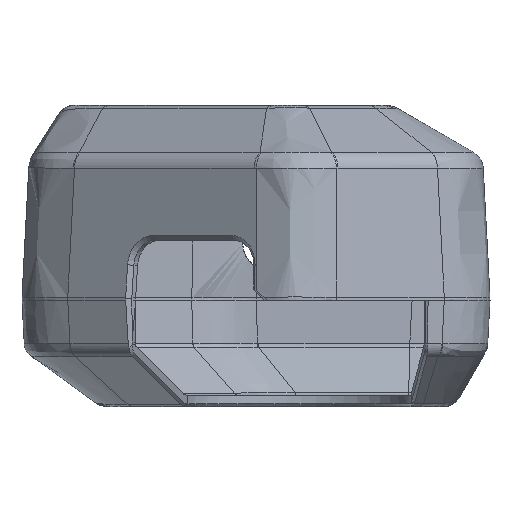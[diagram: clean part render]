
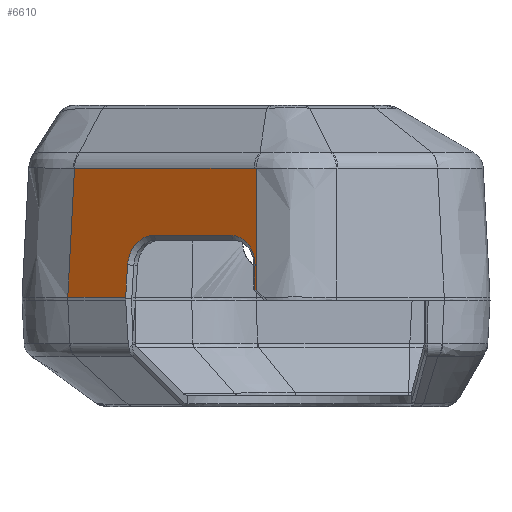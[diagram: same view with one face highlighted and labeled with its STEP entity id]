
A CAD part, front view. The second image highlights one B-rep face of the part: STEP entity #6610.
In plain terms, the highlighted planar face has unit normal (-0.573, -0.818, 0.052).
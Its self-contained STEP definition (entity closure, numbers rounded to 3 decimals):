
#127=PLANE('',#7042);
#369=FACE_OUTER_BOUND('',#789,.T.);
#789=EDGE_LOOP('',(#4630,#4631,#4632,#4633,#4634,#4635,#4636,#4637,#4638,
#4639,#4640));
#1224=B_SPLINE_CURVE_WITH_KNOTS('',5,(#10359,#10360,#10361,#10362,#10363,
#10364),.UNSPECIFIED.,.F.,.F.,(6,6),(6.689,6.952),
 .UNSPECIFIED.);
#1225=B_SPLINE_CURVE_WITH_KNOTS('',3,(#10369,#10370,#10371,#10372,#10373,
#10374,#10375,#10376,#10377,#10378),.UNSPECIFIED.,.F.,.F.,(4,1,2,1,1,1,
4),(0.,0.153,0.272,0.306,
0.325,0.343,0.361),.UNSPECIFIED.);
#1226=B_SPLINE_CURVE_WITH_KNOTS('',3,(#10381,#10382,#10383,#10384,#10385,
#10386,#10387,#10388,#10389),.UNSPECIFIED.,.F.,.F.,(4,1,1,1,1,1,4),(0.,
0.012,0.024,0.048,0.144,
0.289,0.361),.UNSPECIFIED.);
#1614=LINE('',#8902,#2165);
#1680=LINE('',#10329,#2231);
#1682=LINE('',#10333,#2233);
#1689=LINE('',#10347,#2240);
#1690=LINE('',#10357,#2241);
#1691=LINE('',#10366,#2242);
#1692=LINE('',#10367,#2243);
#1693=LINE('',#10380,#2244);
#2165=VECTOR('',#7393,10.1);
#2231=VECTOR('',#7501,10.1);
#2233=VECTOR('',#7505,10.1);
#2240=VECTOR('',#7518,10.1);
#2241=VECTOR('',#7521,10.1);
#2242=VECTOR('',#7522,1.01);
#2243=VECTOR('',#7523,10.1);
#2244=VECTOR('',#7524,10.1);
#2732=VERTEX_POINT('',#8894);
#2733=VERTEX_POINT('',#8901);
#2815=VERTEX_POINT('',#10326);
#2816=VERTEX_POINT('',#10328);
#2817=VERTEX_POINT('',#10332);
#2821=VERTEX_POINT('',#10346);
#2822=VERTEX_POINT('',#10356);
#2823=VERTEX_POINT('',#10358);
#2824=VERTEX_POINT('',#10365);
#2825=VERTEX_POINT('',#10368);
#2826=VERTEX_POINT('',#10379);
#3356=EDGE_CURVE('',#2732,#2733,#1614,.T.);
#3474=EDGE_CURVE('',#2815,#2816,#1680,.T.);
#3476=EDGE_CURVE('',#2817,#2816,#1682,.T.);
#3483=EDGE_CURVE('',#2733,#2821,#1689,.T.);
#3485=EDGE_CURVE('',#2732,#2822,#1690,.T.);
#3486=EDGE_CURVE('',#2822,#2823,#1224,.T.);
#3487=EDGE_CURVE('',#2823,#2824,#1691,.F.);
#3488=EDGE_CURVE('',#2817,#2824,#1692,.T.);
#3489=EDGE_CURVE('',#2825,#2815,#1225,.T.);
#3490=EDGE_CURVE('',#2826,#2825,#1693,.T.);
#3491=EDGE_CURVE('',#2821,#2826,#1226,.T.);
#4630=ORIENTED_EDGE('',*,*,#3356,.F.);
#4631=ORIENTED_EDGE('',*,*,#3485,.T.);
#4632=ORIENTED_EDGE('',*,*,#3486,.T.);
#4633=ORIENTED_EDGE('',*,*,#3487,.T.);
#4634=ORIENTED_EDGE('',*,*,#3488,.F.);
#4635=ORIENTED_EDGE('',*,*,#3476,.T.);
#4636=ORIENTED_EDGE('',*,*,#3474,.F.);
#4637=ORIENTED_EDGE('',*,*,#3489,.F.);
#4638=ORIENTED_EDGE('',*,*,#3490,.F.);
#4639=ORIENTED_EDGE('',*,*,#3491,.F.);
#4640=ORIENTED_EDGE('',*,*,#3483,.F.);
#6610=ADVANCED_FACE('',(#369),#127,.T.);
#7042=AXIS2_PLACEMENT_3D('',#10355,#7519,#7520);
#7393=DIRECTION('',(-0.657,0.496,0.567));
#7501=DIRECTION('',(-0.059,-0.023,-0.998));
#7505=DIRECTION('',(0.819,-0.574,0.));
#7518=DIRECTION('',(0.001,0.063,0.998));
#7519=DIRECTION('center_axis',(-0.573,-0.818,0.052));
#7520=DIRECTION('ref_axis',(0.091,0.,0.996));
#7521=DIRECTION('',(0.,0.064,0.998));
#7522=DIRECTION('',(0.819,-0.574,0.));
#7523=DIRECTION('',(0.052,0.027,0.998));
#7524=DIRECTION('',(-0.819,0.574,0.));
#8894=CARTESIAN_POINT('',(-13.559,-23.661,-13.545));
#8901=CARTESIAN_POINT('',(-13.679,-23.57,-13.441));
#8902=CARTESIAN_POINT('',(-14.113,-23.242,-13.065));
#10326=CARTESIAN_POINT('',(-25.251,-15.326,-11.231));
#10328=CARTESIAN_POINT('',(-25.423,-15.393,-14.164));
#10329=CARTESIAN_POINT('',(-25.784,-15.534,-20.303));
#10332=CARTESIAN_POINT('',(-30.684,-11.709,-14.164));
#10333=CARTESIAN_POINT('',(-30.684,-11.709,-14.164));
#10346=CARTESIAN_POINT('',(-13.676,-23.431,-11.231));
#10347=CARTESIAN_POINT('',(-13.689,-23.998,-20.224));
#10355=CARTESIAN_POINT('Origin',(-21.831,-18.8,-28.102));
#10356=CARTESIAN_POINT('',(-13.559,-22.952,-2.452));
#10357=CARTESIAN_POINT('',(-13.559,-23.701,-14.164));
#10358=CARTESIAN_POINT('',(-13.752,-22.816,-2.452));
#10359=CARTESIAN_POINT('Ctrl Pts',(-13.559,-22.952,
-2.452));
#10360=CARTESIAN_POINT('Ctrl Pts',(-13.598,-22.924,-2.452));
#10361=CARTESIAN_POINT('Ctrl Pts',(-13.637,-22.897,
-2.452));
#10362=CARTESIAN_POINT('Ctrl Pts',(-13.676,-22.87,
-2.452));
#10363=CARTESIAN_POINT('Ctrl Pts',(-13.714,-22.843,
-2.452));
#10364=CARTESIAN_POINT('Ctrl Pts',(-13.752,-22.816,
-2.452));
#10365=CARTESIAN_POINT('',(-30.071,-11.39,-2.452));
#10366=CARTESIAN_POINT('',(-23.062,-16.297,-2.452));
#10367=CARTESIAN_POINT('',(-30.684,-11.709,-14.164));
#10368=CARTESIAN_POINT('',(-22.899,-16.802,-8.559));
#10369=CARTESIAN_POINT('Ctrl Pts',(-22.899,-16.802,
-8.559));
#10370=CARTESIAN_POINT('Ctrl Pts',(-23.393,-16.456,
-8.559));
#10371=CARTESIAN_POINT('Ctrl Pts',(-24.276,-15.861,
-8.924));
#10372=CARTESIAN_POINT('Ctrl Pts',(-24.863,-15.506,
-9.79));
#10373=CARTESIAN_POINT('Ctrl Pts',(-25.078,-15.391,
-10.343));
#10374=CARTESIAN_POINT('Ctrl Pts',(-25.14,-15.359,
-10.535));
#10375=CARTESIAN_POINT('Ctrl Pts',(-25.2,-15.335,
-10.807));
#10376=CARTESIAN_POINT('Ctrl Pts',(-25.234,-15.325,
-11.017));
#10377=CARTESIAN_POINT('Ctrl Pts',(-25.248,-15.325,
-11.169));
#10378=CARTESIAN_POINT('Ctrl Pts',(-25.251,-15.326,
-11.231));
#10379=CARTESIAN_POINT('',(-15.867,-21.726,-8.559));
#10380=CARTESIAN_POINT('',(-20.313,-18.613,-8.559));
#10381=CARTESIAN_POINT('Ctrl Pts',(-13.676,-23.431,
-11.231));
#10382=CARTESIAN_POINT('Ctrl Pts',(-13.676,-23.429,
-11.191));
#10383=CARTESIAN_POINT('Ctrl Pts',(-13.678,-23.421,
-11.091));
#10384=CARTESIAN_POINT('Ctrl Pts',(-13.69,-23.401,
-10.907));
#10385=CARTESIAN_POINT('Ctrl Pts',(-13.754,-23.323,
-10.395));
#10386=CARTESIAN_POINT('Ctrl Pts',(-14.099,-23.02,
-9.435));
#10387=CARTESIAN_POINT('Ctrl Pts',(-14.94,-22.384,-8.689));
#10388=CARTESIAN_POINT('Ctrl Pts',(-15.635,-21.889,
-8.559));
#10389=CARTESIAN_POINT('Ctrl Pts',(-15.867,-21.726,-8.559));
